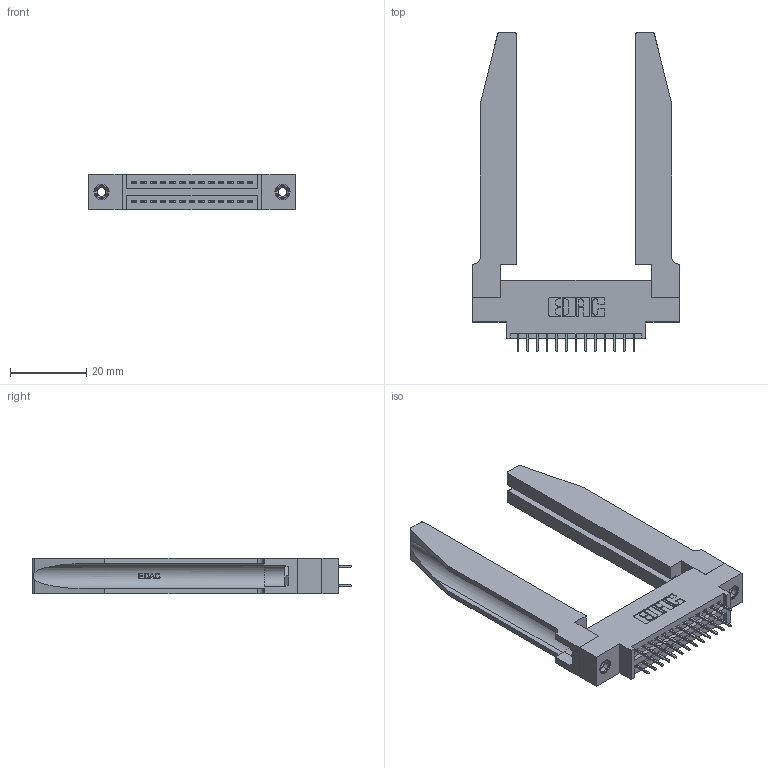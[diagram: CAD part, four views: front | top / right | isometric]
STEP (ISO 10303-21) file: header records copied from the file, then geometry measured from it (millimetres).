
FILE_DESCRIPTION (( 'STEP AP203' ), '1' );
FILE_NAME ('345-026-525-878.STEP', '2020-09-19T10:11:12', ( '' ), ( '' ), 'SwSTEP 2.0', 'SolidWorks 2020', '' );
FILE_SCHEMA (( 'CONFIG_CONTROL_DESIGN' ));
Length unit declared in the file: inch
Products named in the file (5): 345-292-001_345-293-125; 345 Part_0.170 Offset - 0.156 Dia-TH; 345-026-525-878; 345-220-078_345-220-078; 345-250-001_345-250-001-102
Assembly tree (31 placements, depth 2):
  345-026-525-878
    345 Part_0.170 Offset - 0.156 Dia-TH
    345-292-001_345-293-125  x26
    345-250-001_345-250-001-102  x2
    345-220-078_345-220-078  x2
Bounding box: 54.25 x 84 x 9.4 mm (x, y, z)
Volume: 12615.4 mm3; surface area: 13453 mm2
Topology: 31 solids, 31 shells, 1768 faces, 4939 edges, 3178 vertices
Faces by surface type: plane 1240, cylinder 476, bspline 36, cone 12, torus 4
Entity records: 19050 total; most frequent: CARTESIAN_POINT 4139, ORIENTED_EDGE 2970, DIRECTION 2679, EDGE_CURVE 1485, LINE 1211, VECTOR 1211, VERTEX_POINT 980, AXIS2_PLACEMENT_3D 734
